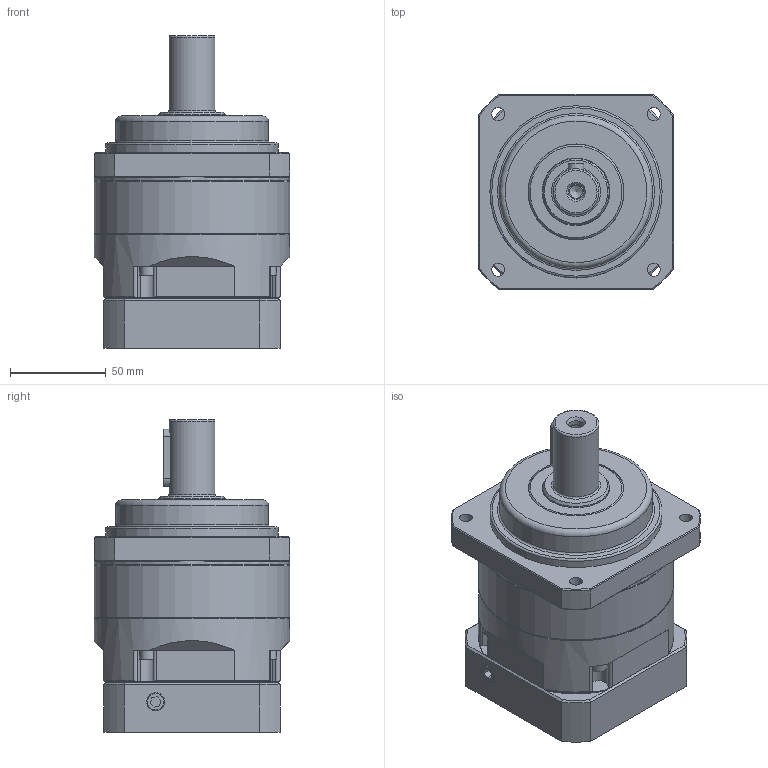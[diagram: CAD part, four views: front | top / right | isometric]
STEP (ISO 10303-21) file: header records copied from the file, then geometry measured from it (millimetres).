
FILE_DESCRIPTION((''),'2;1');
FILE_NAME('KFA100-1 (S19).stp','2013-11-12T15:34:20',('young'),(''),'Autodesk Inventor 2012','Autodesk Inventor 2012','');
FILE_SCHEMA(('AUTOMOTIVE_DESIGN { 1 0 10303 214 1 1 1 1 }'));
Length unit declared in the file: millimetre
Products named in the file (1): KFA100-1 (S19)
Bounding box: 102 x 102 x 163.5 mm (x, y, z)
Volume: 456018.3 mm3; surface area: 162138.5 mm2
Topology: 21 solids, 21 shells, 665 faces, 1746 edges, 1165 vertices
Faces by surface type: plane 307, cylinder 220, cone 106, torus 17, bspline 15
Full cylindrical faces by diameter (mm): 4.2 x5, 5 x12, 5.5 x4, 6 x80, 6.5 x1, 6.8 x9, 8 x1, 8.433 x2, 8.5 x4, 9.5 x2, 10 x5, 11 x4, 15 x1, 19.2 x1, 24 x1, 29.8 x1, 30 x1, 32 x1, 34.8 x1, 35 x1, 37 x1, 39 x1, 43 x1, 45 x3, 48 x1, 50 x2, 68 x1, 70.03 x1, 74 x1, 78 x2
Entity records: 37275 total; most frequent: CARTESIAN_POINT 23506, ORIENTED_EDGE 2896, DIRECTION 2642, EDGE_CURVE 1448, VERTEX_POINT 1119, AXIS2_PLACEMENT_3D 1058, EDGE_LOOP 845, FACE_OUTER_BOUND 585
